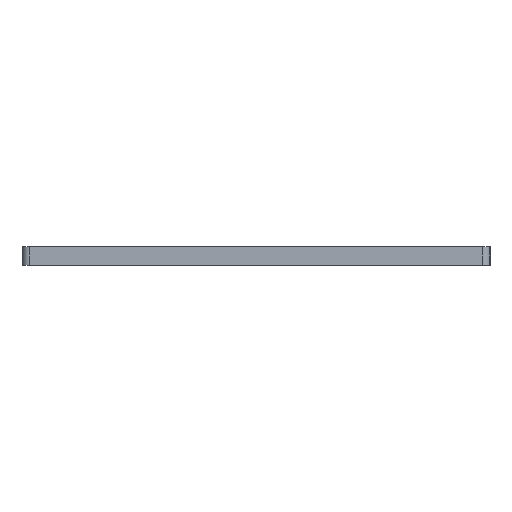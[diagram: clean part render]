
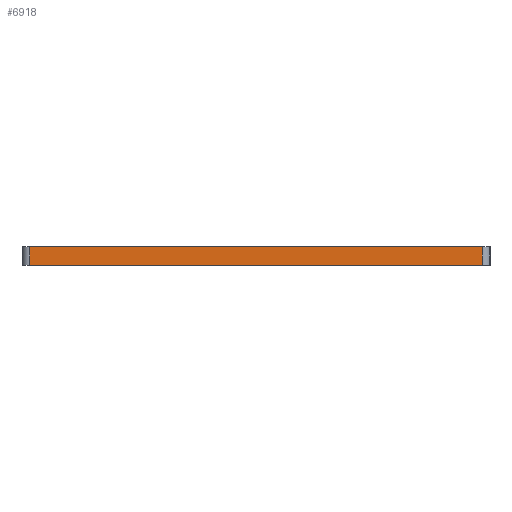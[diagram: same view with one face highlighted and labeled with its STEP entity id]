
A CAD part, left-side view. The second image highlights one B-rep face of the part: STEP entity #6918.
In plain terms, the highlighted planar face has unit normal (-1, 0, 0).
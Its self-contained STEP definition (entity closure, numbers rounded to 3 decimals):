
#907=CARTESIAN_POINT('',(-95.25,-36.85,11.));
#908=VERTEX_POINT('',#907);
#916=CARTESIAN_POINT('',(-95.25,36.85,11.));
#917=VERTEX_POINT('',#916);
#918=CARTESIAN_POINT('',(-95.25,-36.85,11.));
#919=DIRECTION('',(0.,1.,-0.));
#920=VECTOR('',#919,73.7);
#921=LINE('',#918,#920);
#922=EDGE_CURVE('',#908,#917,#921,.T.);
#6888=CARTESIAN_POINT('',(-95.25,0.,14.1));
#6889=DIRECTION('',(-1.,0.,0.));
#6890=DIRECTION('',(0.,0.,1.));
#6891=AXIS2_PLACEMENT_3D('',#6888,#6889,#6890);
#6892=PLANE('',#6891);
#6893=CARTESIAN_POINT('',(-95.25,-36.85,14.));
#6894=VERTEX_POINT('',#6893);
#6895=CARTESIAN_POINT('',(-95.25,36.85,14.));
#6896=VERTEX_POINT('',#6895);
#6897=CARTESIAN_POINT('',(-95.25,-36.85,14.));
#6898=DIRECTION('',(0.,1.,-0.));
#6899=VECTOR('',#6898,73.7);
#6900=LINE('',#6897,#6899);
#6901=EDGE_CURVE('',#6894,#6896,#6900,.T.);
#6902=ORIENTED_EDGE('',*,*,#6901,.T.);
#6903=CARTESIAN_POINT('',(-95.25,36.85,14.));
#6904=DIRECTION('',(-0.,-0.,-1.));
#6905=VECTOR('',#6904,3.);
#6906=LINE('',#6903,#6905);
#6907=EDGE_CURVE('',#6896,#917,#6906,.T.);
#6908=ORIENTED_EDGE('',*,*,#6907,.T.);
#6909=ORIENTED_EDGE('',*,*,#922,.F.);
#6910=CARTESIAN_POINT('',(-95.25,-36.85,11.));
#6911=DIRECTION('',(0.,0.,1.));
#6912=VECTOR('',#6911,3.);
#6913=LINE('',#6910,#6912);
#6914=EDGE_CURVE('',#908,#6894,#6913,.T.);
#6915=ORIENTED_EDGE('',*,*,#6914,.T.);
#6916=EDGE_LOOP('',(#6902,#6908,#6909,#6915));
#6917=FACE_BOUND('',#6916,.T.);
#6918=ADVANCED_FACE('',(#6917),#6892,.T.);
